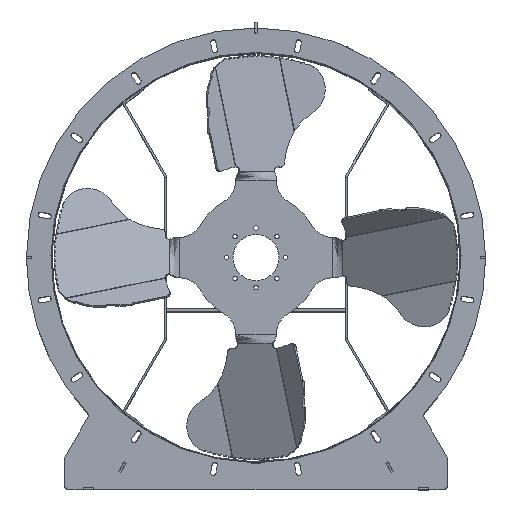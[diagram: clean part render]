
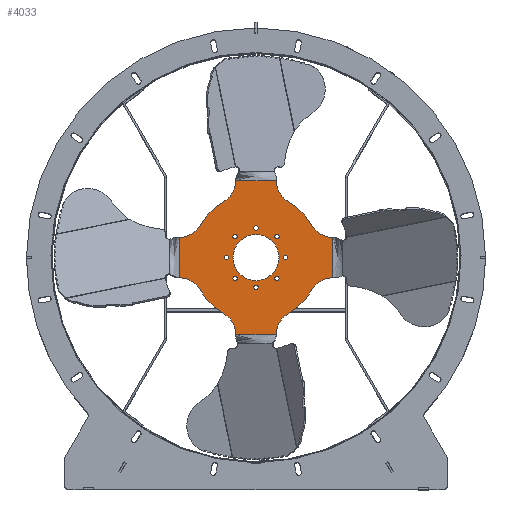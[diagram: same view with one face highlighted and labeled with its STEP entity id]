
A CAD part, top view. The second image highlights one B-rep face of the part: STEP entity #4033.
In plain terms, the highlighted planar face has unit normal (0, 0, 1).
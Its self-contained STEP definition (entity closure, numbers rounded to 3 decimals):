
#4033=ADVANCED_FACE('',(#14160,#14162,#14164,#14166,#14168,#14170,#14172,#14174,
#14176,#14178),#14180,.T.);
#14160=FACE_BOUND('',#14161,.T.);
#14161=EDGE_LOOP('',(#22717,#22718,#22719,#22720,#22721,#22722,#22723,#22724,#22725,
#22726,#22727,#22728,#22729,#22730,#22731,#22732));
#14162=FACE_BOUND('',#14163,.T.);
#14163=EDGE_LOOP('',(#22733));
#14164=FACE_BOUND('',#14165,.T.);
#14165=EDGE_LOOP('',(#22734));
#14166=FACE_BOUND('',#14167,.T.);
#14167=EDGE_LOOP('',(#22735));
#14168=FACE_BOUND('',#14169,.T.);
#14169=EDGE_LOOP('',(#22736));
#14170=FACE_BOUND('',#14171,.T.);
#14171=EDGE_LOOP('',(#22737));
#14172=FACE_BOUND('',#14173,.T.);
#14173=EDGE_LOOP('',(#22738));
#14174=FACE_BOUND('',#14175,.T.);
#14175=EDGE_LOOP('',(#22739));
#14176=FACE_BOUND('',#14177,.T.);
#14177=EDGE_LOOP('',(#22740));
#14178=FACE_BOUND('',#14179,.T.);
#14179=EDGE_LOOP('',(#22741));
#14180=PLANE('',#14181);
#14181=AXIS2_PLACEMENT_3D('',#14182,#14183,#14184);
#14182=CARTESIAN_POINT('',(0.,0.,395.));
#14183=DIRECTION('',(0.,0.,1.));
#14184=DIRECTION('',(1.,0.,0.));
#22717=ORIENTED_EDGE('',*,*,#28088,.F.);
#22718=ORIENTED_EDGE('',*,*,#28089,.T.);
#22719=ORIENTED_EDGE('',*,*,#28090,.T.);
#22720=ORIENTED_EDGE('',*,*,#28091,.T.);
#22721=ORIENTED_EDGE('',*,*,#28092,.F.);
#22722=ORIENTED_EDGE('',*,*,#28093,.T.);
#22723=ORIENTED_EDGE('',*,*,#28094,.T.);
#22724=ORIENTED_EDGE('',*,*,#28095,.T.);
#22725=ORIENTED_EDGE('',*,*,#28096,.F.);
#22726=ORIENTED_EDGE('',*,*,#28097,.T.);
#22727=ORIENTED_EDGE('',*,*,#28098,.T.);
#22728=ORIENTED_EDGE('',*,*,#28099,.T.);
#22729=ORIENTED_EDGE('',*,*,#27948,.F.);
#22730=ORIENTED_EDGE('',*,*,#27946,.T.);
#22731=ORIENTED_EDGE('',*,*,#28087,.T.);
#22732=ORIENTED_EDGE('',*,*,#28100,.T.);
#22733=ORIENTED_EDGE('',*,*,#28101,.T.);
#22734=ORIENTED_EDGE('',*,*,#28102,.T.);
#22735=ORIENTED_EDGE('',*,*,#28103,.T.);
#22736=ORIENTED_EDGE('',*,*,#28104,.T.);
#22737=ORIENTED_EDGE('',*,*,#28105,.T.);
#22738=ORIENTED_EDGE('',*,*,#28106,.T.);
#22739=ORIENTED_EDGE('',*,*,#28107,.T.);
#22740=ORIENTED_EDGE('',*,*,#28108,.T.);
#22741=ORIENTED_EDGE('',*,*,#28109,.T.);
#27946=EDGE_CURVE('',#32097,#32112,#32114,.T.);
#27948=EDGE_CURVE('',#32097,#32117,#32118,.F.);
#28087=EDGE_CURVE('',#32112,#32386,#32388,.T.);
#28088=EDGE_CURVE('',#32389,#32390,#32391,.F.);
#28089=EDGE_CURVE('',#32389,#32392,#32393,.T.);
#28090=EDGE_CURVE('',#32392,#32394,#32395,.T.);
#28091=EDGE_CURVE('',#32394,#32396,#32397,.T.);
#28092=EDGE_CURVE('',#32398,#32396,#32399,.F.);
#28093=EDGE_CURVE('',#32398,#32400,#32401,.T.);
#28094=EDGE_CURVE('',#32400,#32402,#32403,.T.);
#28095=EDGE_CURVE('',#32402,#32404,#32405,.T.);
#28096=EDGE_CURVE('',#32406,#32404,#32407,.F.);
#28097=EDGE_CURVE('',#32406,#32408,#32409,.T.);
#28098=EDGE_CURVE('',#32408,#32410,#32411,.T.);
#28099=EDGE_CURVE('',#32410,#32117,#32412,.T.);
#28100=EDGE_CURVE('',#32386,#32390,#32413,.T.);
#28101=EDGE_CURVE('',#32414,#32414,#32415,.F.);
#28102=EDGE_CURVE('',#32416,#32416,#32417,.F.);
#28103=EDGE_CURVE('',#32418,#32418,#32419,.F.);
#28104=EDGE_CURVE('',#32420,#32420,#32421,.F.);
#28105=EDGE_CURVE('',#32422,#32422,#32423,.F.);
#28106=EDGE_CURVE('',#32424,#32424,#32425,.F.);
#28107=EDGE_CURVE('',#32426,#32426,#32427,.F.);
#28108=EDGE_CURVE('',#32428,#32428,#32429,.F.);
#28109=EDGE_CURVE('',#32430,#32430,#32431,.F.);
#32097=VERTEX_POINT('',#44067);
#32112=VERTEX_POINT('',#44109);
#32114=CIRCLE('',#44113,47.52);
#32117=VERTEX_POINT('',#44121);
#32118=LINE('',#44122,#44123);
#32386=VERTEX_POINT('',#44753);
#32388=CIRCLE('',#44757,126.72);
#32389=VERTEX_POINT('',#44761);
#32390=VERTEX_POINT('',#44762);
#32391=LINE('',#44763,#44764);
#32392=VERTEX_POINT('',#44766);
#32393=CIRCLE('',#44767,47.52);
#32394=VERTEX_POINT('',#44771);
#32395=CIRCLE('',#44772,126.72);
#32396=VERTEX_POINT('',#44776);
#32397=CIRCLE('',#44777,47.52);
#32398=VERTEX_POINT('',#44781);
#32399=LINE('',#44782,#44783);
#32400=VERTEX_POINT('',#44785);
#32401=CIRCLE('',#44786,47.52);
#32402=VERTEX_POINT('',#44790);
#32403=CIRCLE('',#44791,126.72);
#32404=VERTEX_POINT('',#44795);
#32405=CIRCLE('',#44796,47.52);
#32406=VERTEX_POINT('',#44800);
#32407=LINE('',#44801,#44802);
#32408=VERTEX_POINT('',#44804);
#32409=CIRCLE('',#44805,47.52);
#32410=VERTEX_POINT('',#44809);
#32411=CIRCLE('',#44810,126.72);
#32412=CIRCLE('',#44814,47.52);
#32413=CIRCLE('',#44818,47.52);
#32414=VERTEX_POINT('',#44822);
#32415=CIRCLE('',#44823,45.15);
#32416=VERTEX_POINT('',#44827);
#32417=CIRCLE('',#44828,4.25);
#32418=VERTEX_POINT('',#44832);
#32419=CIRCLE('',#44833,4.25);
#32420=VERTEX_POINT('',#44837);
#32421=CIRCLE('',#44838,4.25);
#32422=VERTEX_POINT('',#44842);
#32423=CIRCLE('',#44843,4.25);
#32424=VERTEX_POINT('',#44847);
#32425=CIRCLE('',#44848,4.25);
#32426=VERTEX_POINT('',#44852);
#32427=CIRCLE('',#44853,4.25);
#32428=VERTEX_POINT('',#44857);
#32429=CIRCLE('',#44858,4.25);
#32430=VERTEX_POINT('',#44862);
#32431=CIRCLE('',#44863,4.25);
#44067=CARTESIAN_POINT('',(-39.6,150.896,395.));
#44109=CARTESIAN_POINT('',(-63.36,109.743,395.));
#44113=AXIS2_PLACEMENT_3D('',#44114,#44115,#44116);
#44114=CARTESIAN_POINT('',(-87.12,150.896,395.));
#44115=DIRECTION('',(0.,0.,-1.));
#44116=DIRECTION('',(1.,0.,0.));
#44121=CARTESIAN_POINT('',(39.6,150.896,395.));
#44122=CARTESIAN_POINT('',(39.6,150.896,395.));
#44123=VECTOR('',#44124,1.);
#44124=DIRECTION('',(-1.,0.,0.));
#44753=CARTESIAN_POINT('',(-109.743,63.36,395.));
#44757=AXIS2_PLACEMENT_3D('',#44758,#44759,#44760);
#44758=CARTESIAN_POINT('',(0.,0.,395.));
#44759=DIRECTION('',(0.,0.,1.));
#44760=DIRECTION('',(-0.5,0.866,0.));
#44761=CARTESIAN_POINT('',(-150.896,-39.6,395.));
#44762=CARTESIAN_POINT('',(-150.896,39.6,395.));
#44763=CARTESIAN_POINT('',(-150.896,39.6,395.));
#44764=VECTOR('',#44765,1.);
#44765=DIRECTION('',(0.,-1.,0.));
#44766=CARTESIAN_POINT('',(-109.743,-63.36,395.));
#44767=AXIS2_PLACEMENT_3D('',#44768,#44769,#44770);
#44768=CARTESIAN_POINT('',(-150.896,-87.12,395.));
#44769=DIRECTION('',(0.,0.,-1.));
#44770=DIRECTION('',(0.,1.,0.));
#44771=CARTESIAN_POINT('',(-63.36,-109.743,395.));
#44772=AXIS2_PLACEMENT_3D('',#44773,#44774,#44775);
#44773=CARTESIAN_POINT('',(0.,0.,395.));
#44774=DIRECTION('',(0.,0.,1.));
#44775=DIRECTION('',(-0.866,-0.5,0.));
#44776=CARTESIAN_POINT('',(-39.6,-150.896,395.));
#44777=AXIS2_PLACEMENT_3D('',#44778,#44779,#44780);
#44778=CARTESIAN_POINT('',(-87.12,-150.896,395.));
#44779=DIRECTION('',(0.,0.,-1.));
#44780=DIRECTION('',(0.5,0.866,0.));
#44781=CARTESIAN_POINT('',(39.6,-150.896,395.));
#44782=CARTESIAN_POINT('',(-39.6,-150.896,395.));
#44783=VECTOR('',#44784,1.);
#44784=DIRECTION('',(1.,0.,0.));
#44785=CARTESIAN_POINT('',(63.36,-109.743,395.));
#44786=AXIS2_PLACEMENT_3D('',#44787,#44788,#44789);
#44787=CARTESIAN_POINT('',(87.12,-150.896,395.));
#44788=DIRECTION('',(0.,0.,-1.));
#44789=DIRECTION('',(-1.,0.,0.));
#44790=CARTESIAN_POINT('',(109.743,-63.36,395.));
#44791=AXIS2_PLACEMENT_3D('',#44792,#44793,#44794);
#44792=CARTESIAN_POINT('',(0.,0.,395.));
#44793=DIRECTION('',(0.,0.,1.));
#44794=DIRECTION('',(0.5,-0.866,0.));
#44795=CARTESIAN_POINT('',(150.896,-39.6,395.));
#44796=AXIS2_PLACEMENT_3D('',#44797,#44798,#44799);
#44797=CARTESIAN_POINT('',(150.896,-87.12,395.));
#44798=DIRECTION('',(0.,0.,-1.));
#44799=DIRECTION('',(-0.866,0.5,0.));
#44800=CARTESIAN_POINT('',(150.896,39.6,395.));
#44801=CARTESIAN_POINT('',(150.896,-39.6,395.));
#44802=VECTOR('',#44803,1.);
#44803=DIRECTION('',(0.,1.,0.));
#44804=CARTESIAN_POINT('',(109.743,63.36,395.));
#44805=AXIS2_PLACEMENT_3D('',#44806,#44807,#44808);
#44806=CARTESIAN_POINT('',(150.896,87.12,395.));
#44807=DIRECTION('',(0.,0.,-1.));
#44808=DIRECTION('',(0.,-1.,0.));
#44809=CARTESIAN_POINT('',(63.36,109.743,395.));
#44810=AXIS2_PLACEMENT_3D('',#44811,#44812,#44813);
#44811=CARTESIAN_POINT('',(0.,0.,395.));
#44812=DIRECTION('',(0.,0.,1.));
#44813=DIRECTION('',(0.866,0.5,0.));
#44814=AXIS2_PLACEMENT_3D('',#44815,#44816,#44817);
#44815=CARTESIAN_POINT('',(87.12,150.896,395.));
#44816=DIRECTION('',(0.,0.,-1.));
#44817=DIRECTION('',(-0.5,-0.866,0.));
#44818=AXIS2_PLACEMENT_3D('',#44819,#44820,#44821);
#44819=CARTESIAN_POINT('',(-150.896,87.12,395.));
#44820=DIRECTION('',(0.,0.,-1.));
#44821=DIRECTION('',(0.866,-0.5,0.));
#44822=CARTESIAN_POINT('',(45.15,0.,395.));
#44823=AXIS2_PLACEMENT_3D('',#44824,#44825,#44826);
#44824=CARTESIAN_POINT('',(0.,0.,395.));
#44825=DIRECTION('',(0.,0.,1.));
#44826=DIRECTION('',(1.,0.,0.));
#44827=CARTESIAN_POINT('',(-53.75,0.,395.));
#44828=AXIS2_PLACEMENT_3D('',#44829,#44830,#44831);
#44829=CARTESIAN_POINT('',(-58.,0.,395.));
#44830=DIRECTION('',(0.,0.,1.));
#44831=DIRECTION('',(1.,0.,0.));
#44832=CARTESIAN_POINT('',(-36.762,-41.012,395.));
#44833=AXIS2_PLACEMENT_3D('',#44834,#44835,#44836);
#44834=CARTESIAN_POINT('',(-41.012,-41.012,395.));
#44835=DIRECTION('',(0.,0.,1.));
#44836=DIRECTION('',(1.,0.,0.));
#44837=CARTESIAN_POINT('',(4.25,-58.,395.));
#44838=AXIS2_PLACEMENT_3D('',#44839,#44840,#44841);
#44839=CARTESIAN_POINT('',(0.,-58.,395.));
#44840=DIRECTION('',(0.,0.,1.));
#44841=DIRECTION('',(1.,0.,0.));
#44842=CARTESIAN_POINT('',(45.262,-41.012,395.));
#44843=AXIS2_PLACEMENT_3D('',#44844,#44845,#44846);
#44844=CARTESIAN_POINT('',(41.012,-41.012,395.));
#44845=DIRECTION('',(0.,0.,1.));
#44846=DIRECTION('',(1.,0.,0.));
#44847=CARTESIAN_POINT('',(62.25,0.,395.));
#44848=AXIS2_PLACEMENT_3D('',#44849,#44850,#44851);
#44849=CARTESIAN_POINT('',(58.,0.,395.));
#44850=DIRECTION('',(0.,0.,1.));
#44851=DIRECTION('',(1.,0.,0.));
#44852=CARTESIAN_POINT('',(45.262,41.012,395.));
#44853=AXIS2_PLACEMENT_3D('',#44854,#44855,#44856);
#44854=CARTESIAN_POINT('',(41.012,41.012,395.));
#44855=DIRECTION('',(0.,0.,1.));
#44856=DIRECTION('',(1.,0.,0.));
#44857=CARTESIAN_POINT('',(4.25,58.,395.));
#44858=AXIS2_PLACEMENT_3D('',#44859,#44860,#44861);
#44859=CARTESIAN_POINT('',(0.,58.,395.));
#44860=DIRECTION('',(0.,0.,1.));
#44861=DIRECTION('',(1.,0.,0.));
#44862=CARTESIAN_POINT('',(-36.762,41.012,395.));
#44863=AXIS2_PLACEMENT_3D('',#44864,#44865,#44866);
#44864=CARTESIAN_POINT('',(-41.012,41.012,395.));
#44865=DIRECTION('',(0.,0.,1.));
#44866=DIRECTION('',(1.,0.,0.));
